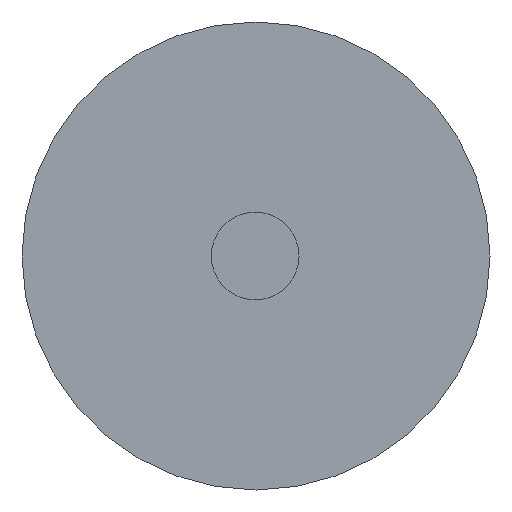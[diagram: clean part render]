
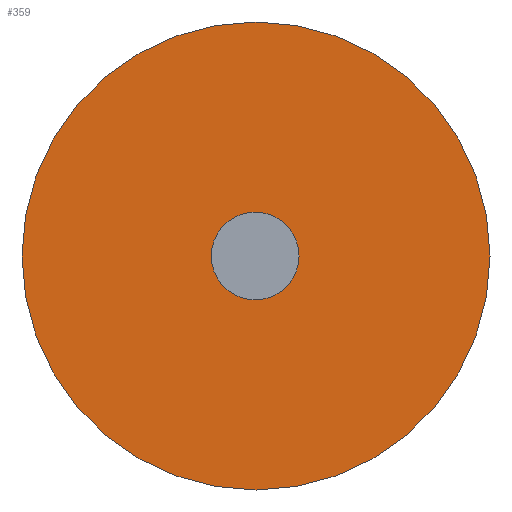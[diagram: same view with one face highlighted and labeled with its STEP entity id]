
A CAD part, front view. The second image highlights one B-rep face of the part: STEP entity #359.
In plain terms, the highlighted planar face has unit normal (0, -1, 0).
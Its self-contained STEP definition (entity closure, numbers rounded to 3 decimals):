
#28 = DIRECTION ( 'NONE',  ( 0., -1., 0. ) ) ;
#100 = AXIS2_PLACEMENT_3D ( 'NONE', #418, #900, #506 ) ;
#120 = VERTEX_POINT ( 'NONE', #621 ) ;
#155 = CARTESIAN_POINT ( 'NONE',  ( 3.023, -25., 0. ) ) ;
#187 = CIRCLE ( 'NONE', #563, 1.5 ) ;
#271 = DIRECTION ( 'NONE',  ( 0., -1., 0. ) ) ;
#284 = FACE_BOUND ( 'NONE', #427, .T. ) ;
#297 = CIRCLE ( 'NONE', #366, 1.5 ) ;
#313 = EDGE_LOOP ( 'NONE', ( #505, #914 ) ) ;
#315 = ORIENTED_EDGE ( 'NONE', *, *, #482, .F. ) ;
#348 = DIRECTION ( 'NONE',  ( 0., 0., -1. ) ) ;
#359 = ADVANCED_FACE ( 'NONE', ( #284, #875 ), #819, .T. ) ;
#366 = AXIS2_PLACEMENT_3D ( 'NONE', #670, #271, #348 ) ;
#382 = CARTESIAN_POINT ( 'NONE',  ( 3.023, -25., 0. ) ) ;
#418 = CARTESIAN_POINT ( 'NONE',  ( 3.023, -25., 0. ) ) ;
#425 = EDGE_CURVE ( 'NONE', #120, #452, #704, .T. ) ;
#427 = EDGE_LOOP ( 'NONE', ( #776, #315 ) ) ;
#431 = CARTESIAN_POINT ( 'NONE',  ( 3.023, -25., 8. ) ) ;
#452 = VERTEX_POINT ( 'NONE', #431 ) ;
#482 = EDGE_CURVE ( 'NONE', #542, #546, #187, .T. ) ;
#505 = ORIENTED_EDGE ( 'NONE', *, *, #650, .T. ) ;
#506 = DIRECTION ( 'NONE',  ( 0., 0., -1. ) ) ;
#542 = VERTEX_POINT ( 'NONE', #600 ) ;
#543 = EDGE_CURVE ( 'NONE', #546, #542, #297, .T. ) ;
#546 = VERTEX_POINT ( 'NONE', #996 ) ;
#563 = AXIS2_PLACEMENT_3D ( 'NONE', #832, #845, #754 ) ;
#593 = DIRECTION ( 'NONE',  ( 0., -1., 0. ) ) ;
#600 = CARTESIAN_POINT ( 'NONE',  ( 2.995, -25., 1.5 ) ) ;
#604 = DIRECTION ( 'NONE',  ( 0., 0., -1. ) ) ;
#621 = CARTESIAN_POINT ( 'NONE',  ( 3.023, -25., -8. ) ) ;
#650 = EDGE_CURVE ( 'NONE', #452, #120, #692, .T. ) ;
#670 = CARTESIAN_POINT ( 'NONE',  ( 2.995, -25., 0. ) ) ;
#692 = CIRCLE ( 'NONE', #715, 8. ) ;
#704 = CIRCLE ( 'NONE', #979, 8. ) ;
#715 = AXIS2_PLACEMENT_3D ( 'NONE', #382, #28, #604 ) ;
#752 = DIRECTION ( 'NONE',  ( 0., 0., -1. ) ) ;
#754 = DIRECTION ( 'NONE',  ( 0., 0., -1. ) ) ;
#776 = ORIENTED_EDGE ( 'NONE', *, *, #543, .F. ) ;
#819 = PLANE ( 'NONE',  #100 ) ;
#832 = CARTESIAN_POINT ( 'NONE',  ( 2.995, -25., 0. ) ) ;
#845 = DIRECTION ( 'NONE',  ( 0., -1., 0. ) ) ;
#875 = FACE_OUTER_BOUND ( 'NONE', #313, .T. ) ;
#900 = DIRECTION ( 'NONE',  ( 0., -1., 0. ) ) ;
#914 = ORIENTED_EDGE ( 'NONE', *, *, #425, .T. ) ;
#979 = AXIS2_PLACEMENT_3D ( 'NONE', #155, #593, #752 ) ;
#996 = CARTESIAN_POINT ( 'NONE',  ( 2.995, -25., -1.5 ) ) ;
